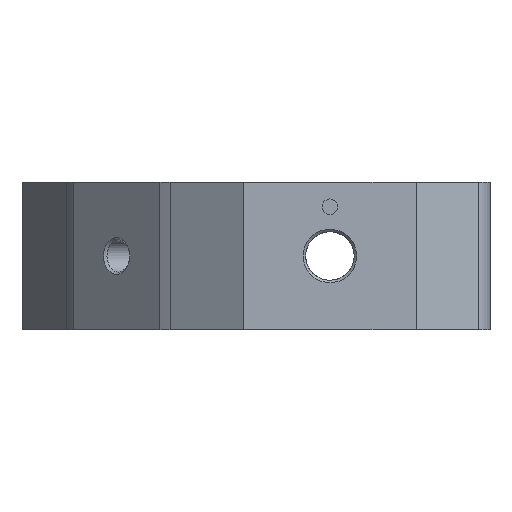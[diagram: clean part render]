
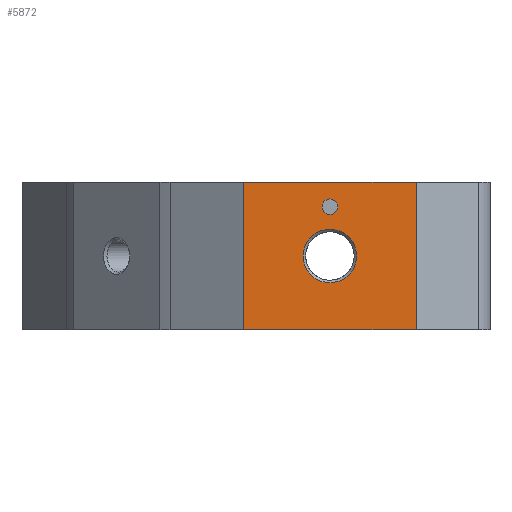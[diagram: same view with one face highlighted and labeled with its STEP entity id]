
A CAD part, front view. The second image highlights one B-rep face of the part: STEP entity #5872.
In plain terms, the highlighted planar face has unit normal (0, -1, 0).
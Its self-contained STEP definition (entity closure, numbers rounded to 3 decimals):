
#24=PLANE('',#6248);
#203=FACE_BOUND('',#660,.T.);
#204=FACE_BOUND('',#661,.T.);
#255=CIRCLE('',#6183,2.754);
#256=CIRCLE('',#6184,2.754);
#259=CIRCLE('',#6188,0.8);
#260=CIRCLE('',#6189,0.8);
#331=FACE_OUTER_BOUND('',#659,.T.);
#659=EDGE_LOOP('',(#4106,#4107,#4108,#4109));
#660=EDGE_LOOP('',(#4110,#4111));
#661=EDGE_LOOP('',(#4112,#4113));
#973=LINE('',#10130,#1531);
#1116=LINE('',#11130,#1674);
#1117=LINE('',#11133,#1675);
#1118=LINE('',#11134,#1676);
#1531=VECTOR('',#6540,1000.);
#1674=VECTOR('',#6747,1000.);
#1675=VECTOR('',#6750,1000.);
#1676=VECTOR('',#6751,1000.);
#2324=VERTEX_POINT('',#9165);
#2325=VERTEX_POINT('',#9167);
#2328=VERTEX_POINT('',#9175);
#2329=VERTEX_POINT('',#9177);
#2367=VERTEX_POINT('',#10127);
#2368=VERTEX_POINT('',#10129);
#2573=VERTEX_POINT('',#11128);
#2574=VERTEX_POINT('',#11132);
#2896=EDGE_CURVE('',#2325,#2324,#255,.T.);
#2897=EDGE_CURVE('',#2324,#2325,#256,.T.);
#2901=EDGE_CURVE('',#2328,#2329,#259,.T.);
#2902=EDGE_CURVE('',#2329,#2328,#260,.T.);
#2950=EDGE_CURVE('',#2367,#2368,#973,.T.);
#3178=EDGE_CURVE('',#2367,#2573,#1116,.T.);
#3179=EDGE_CURVE('',#2573,#2574,#1117,.T.);
#3180=EDGE_CURVE('',#2368,#2574,#1118,.T.);
#4106=ORIENTED_EDGE('',*,*,#3179,.T.);
#4107=ORIENTED_EDGE('',*,*,#3180,.F.);
#4108=ORIENTED_EDGE('',*,*,#2950,.F.);
#4109=ORIENTED_EDGE('',*,*,#3178,.T.);
#4110=ORIENTED_EDGE('',*,*,#2896,.T.);
#4111=ORIENTED_EDGE('',*,*,#2897,.T.);
#4112=ORIENTED_EDGE('',*,*,#2902,.F.);
#4113=ORIENTED_EDGE('',*,*,#2901,.F.);
#5872=ADVANCED_FACE('',(#331,#203,#204),#24,.F.);
#6183=AXIS2_PLACEMENT_3D('',#9168,#6457,#6458);
#6184=AXIS2_PLACEMENT_3D('',#9169,#6459,#6460);
#6188=AXIS2_PLACEMENT_3D('',#9178,#6468,#6469);
#6189=AXIS2_PLACEMENT_3D('',#9179,#6470,#6471);
#6248=AXIS2_PLACEMENT_3D('',#11131,#6748,#6749);
#6457=DIRECTION('center_axis',(0.,1.,0.));
#6458=DIRECTION('ref_axis',(0.,0.,1.));
#6459=DIRECTION('center_axis',(0.,1.,0.));
#6460=DIRECTION('ref_axis',(0.,0.,1.));
#6468=DIRECTION('center_axis',(0.,-1.,0.));
#6469=DIRECTION('ref_axis',(0.,0.,-1.));
#6470=DIRECTION('center_axis',(0.,-1.,0.));
#6471=DIRECTION('ref_axis',(0.,0.,-1.));
#6540=DIRECTION('',(1.,0.,0.));
#6747=DIRECTION('',(0.,0.,-1.));
#6748=DIRECTION('center_axis',(0.,1.,0.));
#6749=DIRECTION('ref_axis',(0.,0.,1.));
#6750=DIRECTION('',(1.,0.,0.));
#6751=DIRECTION('',(0.,0.,-1.));
#9165=CARTESIAN_POINT('',(0.,-31.75,2.754));
#9167=CARTESIAN_POINT('',(0.,-31.75,-2.754));
#9168=CARTESIAN_POINT('Origin',(0.,-31.75,0.));
#9169=CARTESIAN_POINT('Origin',(0.,-31.75,0.));
#9175=CARTESIAN_POINT('',(0.,-31.75,5.88));
#9177=CARTESIAN_POINT('',(0.,-31.75,4.28));
#9178=CARTESIAN_POINT('Origin',(0.,-31.75,5.08));
#9179=CARTESIAN_POINT('Origin',(0.,-31.75,5.08));
#10127=CARTESIAN_POINT('',(-8.89,-31.75,7.62));
#10129=CARTESIAN_POINT('',(8.89,-31.75,7.62));
#10130=CARTESIAN_POINT('',(8.89,-31.75,7.62));
#11128=CARTESIAN_POINT('',(-8.89,-31.75,-7.62));
#11130=CARTESIAN_POINT('',(-8.89,-31.75,7.62));
#11131=CARTESIAN_POINT('Origin',(8.89,-31.75,7.62));
#11132=CARTESIAN_POINT('',(8.89,-31.75,-7.62));
#11133=CARTESIAN_POINT('',(8.89,-31.75,-7.62));
#11134=CARTESIAN_POINT('',(8.89,-31.75,7.62));
